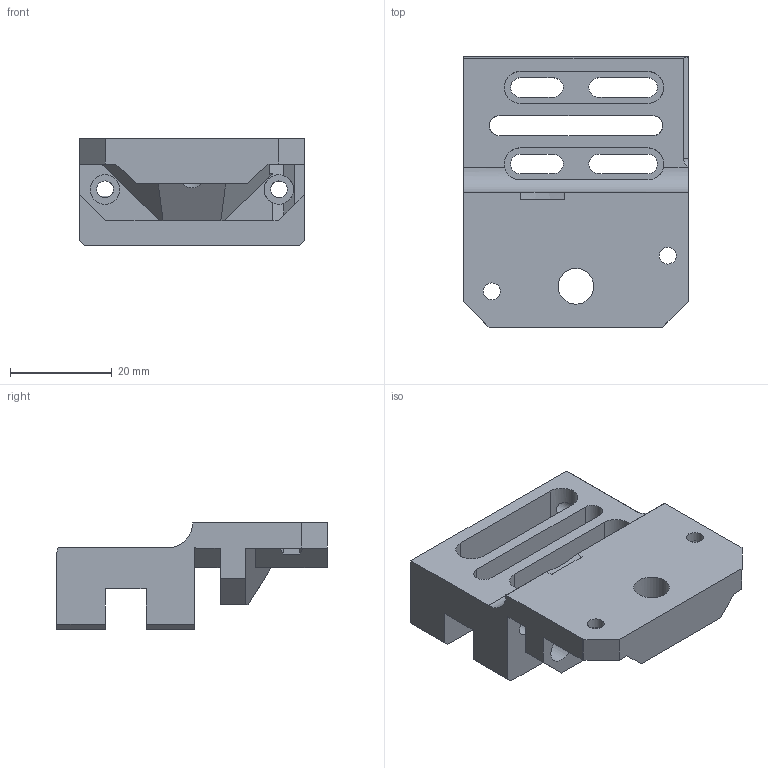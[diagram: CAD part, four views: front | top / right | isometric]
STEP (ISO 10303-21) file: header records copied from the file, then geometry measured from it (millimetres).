
FILE_DESCRIPTION(/* description */ (''),/* implementation_level */ '2;1');
FILE_NAME(/* name */ '[Top] Hextrudort - top_mgn9.step',/* time_stamp */ '2021-10-28T13:56:07+01:00',/* author */ (''),/* organization */ (''),/* preprocessor_version */ 'ST-DEVELOPER v18.1',/* originating_system */ 'Autodesk Translation Framework v10.10.0.1391',/* authorisation */ '');
FILE_SCHEMA (('AUTOMOTIVE_DESIGN { 1 0 10303 214 3 1 1 }'));
Length unit declared in the file: millimetre
Products named in the file (3): [Top] Hextrudort - top_mgn9; M3_Nut_94150A325 v4 (2); M3_Nut_94150A325 v4 (3)
Assembly tree (2 placements, depth 2):
  [Top] Hextrudort - top_mgn9
    M3_Nut_94150A325 v4 (2)
    M3_Nut_94150A325 v4 (3)
Bounding box: 44.12 x 53 x 20.97 mm (x, y, z)
Volume: 20437.3 mm3; surface area: 11501.7 mm2
Topology: 1 solids, 1 shells, 115 faces, 349 edges, 234 vertices
Faces by surface type: plane 84, cylinder 30, bspline 1
Full cylindrical faces by diameter (mm): 3.3 x4, 5.8 x2, 7 x1
Entity records: 4292 total; most frequent: CARTESIAN_POINT 959, ORIENTED_EDGE 698, DIRECTION 642, EDGE_CURVE 349, LINE 270, VECTOR 270, VERTEX_POINT 234, AXIS2_PLACEMENT_3D 186
